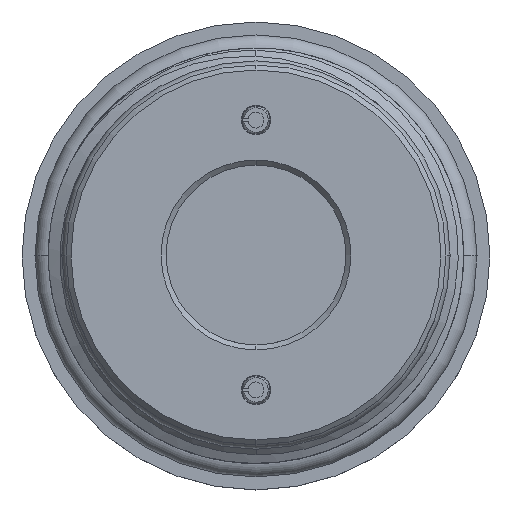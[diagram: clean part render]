
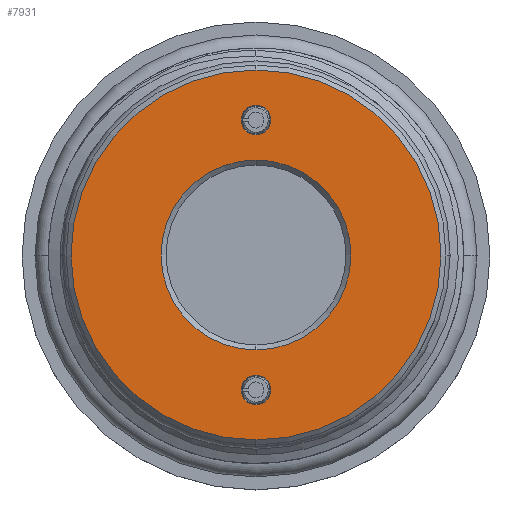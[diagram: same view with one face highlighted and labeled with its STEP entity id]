
A CAD part, top view. The second image highlights one B-rep face of the part: STEP entity #7931.
In plain terms, the highlighted planar face has unit normal (0, 0, 1).
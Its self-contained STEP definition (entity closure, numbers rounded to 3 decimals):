
#203 = EDGE_CURVE ( 'NONE', #6174, #12811, #1343, .T. ) ;
#450 = EDGE_CURVE ( 'NONE', #11983, #13868, #14087, .T. ) ;
#459 = DIRECTION ( 'NONE',  ( 0., 0., -1. ) ) ;
#650 = ORIENTED_EDGE ( 'NONE', *, *, #6821, .T. ) ;
#676 = DIRECTION ( 'NONE',  ( 0., 0., 1. ) ) ;
#1184 = ORIENTED_EDGE ( 'NONE', *, *, #450, .T. ) ;
#1343 = CIRCLE ( 'NONE', #12981, 1.48 ) ;
#1362 = FACE_BOUND ( 'NONE', #14730, .T. ) ;
#1542 = CIRCLE ( 'NONE', #5773, 9.5 ) ;
#1807 = DIRECTION ( 'NONE',  ( 0., 0., -1. ) ) ;
#1913 = DIRECTION ( 'NONE',  ( 0., 0., 1. ) ) ;
#1930 = AXIS2_PLACEMENT_3D ( 'NONE', #13754, #7006, #12658 ) ;
#2533 = ORIENTED_EDGE ( 'NONE', *, *, #9797, .T. ) ;
#2892 = AXIS2_PLACEMENT_3D ( 'NONE', #7147, #3562, #12698 ) ;
#3099 = DIRECTION ( 'NONE',  ( 0., -1., 0. ) ) ;
#3562 = DIRECTION ( 'NONE',  ( 0., 0., -1. ) ) ;
#3867 = AXIS2_PLACEMENT_3D ( 'NONE', #13522, #8836, #9987 ) ;
#4097 = CIRCLE ( 'NONE', #1930, 1.48 ) ;
#4210 = CARTESIAN_POINT ( 'NONE',  ( 0., 0., 77. ) ) ;
#4566 = PLANE ( 'NONE',  #7113 ) ;
#4612 = CARTESIAN_POINT ( 'NONE',  ( -19., 0., 77. ) ) ;
#4746 = ORIENTED_EDGE ( 'NONE', *, *, #13732, .T. ) ;
#4811 = CARTESIAN_POINT ( 'NONE',  ( 0., 0., 77. ) ) ;
#4845 = CARTESIAN_POINT ( 'NONE',  ( 0., -18.5, 77. ) ) ;
#4925 = AXIS2_PLACEMENT_3D ( 'NONE', #4210, #676, #9952 ) ;
#4959 = VERTEX_POINT ( 'NONE', #9681 ) ;
#4982 = FACE_BOUND ( 'NONE', #9020, .T. ) ;
#5124 = DIRECTION ( 'NONE',  ( 0., 1., 0. ) ) ;
#5551 = DIRECTION ( 'NONE',  ( 0., -1., 0. ) ) ;
#5773 = AXIS2_PLACEMENT_3D ( 'NONE', #4811, #12757, #13907 ) ;
#6174 = VERTEX_POINT ( 'NONE', #14818 ) ;
#6227 = ORIENTED_EDGE ( 'NONE', *, *, #203, .T. ) ;
#6728 = CIRCLE ( 'NONE', #2892, 1.48 ) ;
#6821 = EDGE_CURVE ( 'NONE', #13868, #11983, #14836, .T. ) ;
#6893 = CARTESIAN_POINT ( 'NONE',  ( 0., 9.5, 77. ) ) ;
#6935 = EDGE_CURVE ( 'NONE', #14387, #12993, #8208, .T. ) ;
#7006 = DIRECTION ( 'NONE',  ( 0., 0., -1. ) ) ;
#7113 = AXIS2_PLACEMENT_3D ( 'NONE', #4612, #12470, #5551 ) ;
#7147 = CARTESIAN_POINT ( 'NONE',  ( 0., 13.5, 77. ) ) ;
#7417 = DIRECTION ( 'NONE',  ( 0., -1., 0. ) ) ;
#7931 = ADVANCED_FACE ( 'NONE', ( #10189, #4982, #1362, #13737 ), #4566, .F. ) ;
#8058 = EDGE_CURVE ( 'NONE', #12811, #6174, #4097, .T. ) ;
#8083 = EDGE_CURVE ( 'NONE', #12993, #14387, #1542, .T. ) ;
#8159 = CARTESIAN_POINT ( 'NONE',  ( 0., 18.5, 77. ) ) ;
#8208 = CIRCLE ( 'NONE', #8557, 9.5 ) ;
#8557 = AXIS2_PLACEMENT_3D ( 'NONE', #11860, #459, #7417 ) ;
#8836 = DIRECTION ( 'NONE',  ( 0., 0., -1. ) ) ;
#9020 = EDGE_LOOP ( 'NONE', ( #4746, #2533 ) ) ;
#9363 = CARTESIAN_POINT ( 'NONE',  ( 0., -9.5, 77. ) ) ;
#9681 = CARTESIAN_POINT ( 'NONE',  ( 0., 14.98, 77. ) ) ;
#9797 = EDGE_CURVE ( 'NONE', #12739, #4959, #6728, .T. ) ;
#9952 = DIRECTION ( 'NONE',  ( 0., -1., 0. ) ) ;
#9987 = DIRECTION ( 'NONE',  ( 0., -1., 0. ) ) ;
#10139 = CARTESIAN_POINT ( 'NONE',  ( 0., -12.02, 77. ) ) ;
#10189 = FACE_BOUND ( 'NONE', #11459, .T. ) ;
#10500 = ORIENTED_EDGE ( 'NONE', *, *, #6935, .T. ) ;
#10912 = CARTESIAN_POINT ( 'NONE',  ( 0., -13.5, 77. ) ) ;
#11459 = EDGE_LOOP ( 'NONE', ( #6227, #14051 ) ) ;
#11552 = AXIS2_PLACEMENT_3D ( 'NONE', #13429, #1913, #3099 ) ;
#11601 = CARTESIAN_POINT ( 'NONE',  ( 0., 12.02, 77. ) ) ;
#11665 = CIRCLE ( 'NONE', #3867, 1.48 ) ;
#11670 = EDGE_LOOP ( 'NONE', ( #1184, #650 ) ) ;
#11860 = CARTESIAN_POINT ( 'NONE',  ( 0., 0., 77. ) ) ;
#11983 = VERTEX_POINT ( 'NONE', #4845 ) ;
#12470 = DIRECTION ( 'NONE',  ( 0., 0., -1. ) ) ;
#12658 = DIRECTION ( 'NONE',  ( 0., 1., 0. ) ) ;
#12698 = DIRECTION ( 'NONE',  ( 0., -1., 0. ) ) ;
#12739 = VERTEX_POINT ( 'NONE', #11601 ) ;
#12757 = DIRECTION ( 'NONE',  ( 0., 0., -1. ) ) ;
#12811 = VERTEX_POINT ( 'NONE', #10139 ) ;
#12981 = AXIS2_PLACEMENT_3D ( 'NONE', #10912, #1807, #5124 ) ;
#12993 = VERTEX_POINT ( 'NONE', #6893 ) ;
#13429 = CARTESIAN_POINT ( 'NONE',  ( 0., 0., 77. ) ) ;
#13522 = CARTESIAN_POINT ( 'NONE',  ( 0., 13.5, 77. ) ) ;
#13732 = EDGE_CURVE ( 'NONE', #4959, #12739, #11665, .T. ) ;
#13737 = FACE_OUTER_BOUND ( 'NONE', #11670, .T. ) ;
#13754 = CARTESIAN_POINT ( 'NONE',  ( 0., -13.5, 77. ) ) ;
#13868 = VERTEX_POINT ( 'NONE', #8159 ) ;
#13907 = DIRECTION ( 'NONE',  ( 0., -1., 0. ) ) ;
#14051 = ORIENTED_EDGE ( 'NONE', *, *, #8058, .T. ) ;
#14087 = CIRCLE ( 'NONE', #11552, 18.5 ) ;
#14387 = VERTEX_POINT ( 'NONE', #9363 ) ;
#14569 = ORIENTED_EDGE ( 'NONE', *, *, #8083, .T. ) ;
#14730 = EDGE_LOOP ( 'NONE', ( #14569, #10500 ) ) ;
#14818 = CARTESIAN_POINT ( 'NONE',  ( 0., -14.98, 77. ) ) ;
#14836 = CIRCLE ( 'NONE', #4925, 18.5 ) ;
